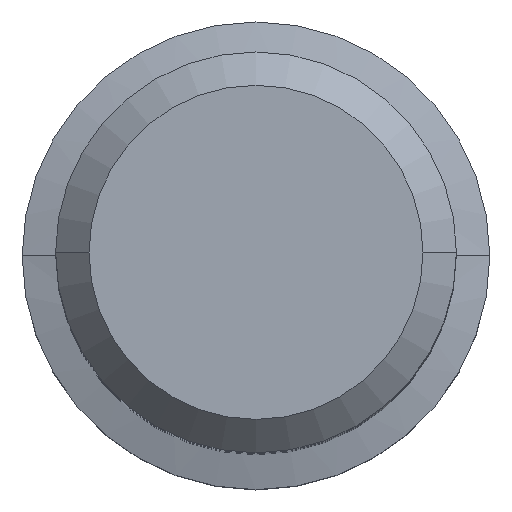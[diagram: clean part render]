
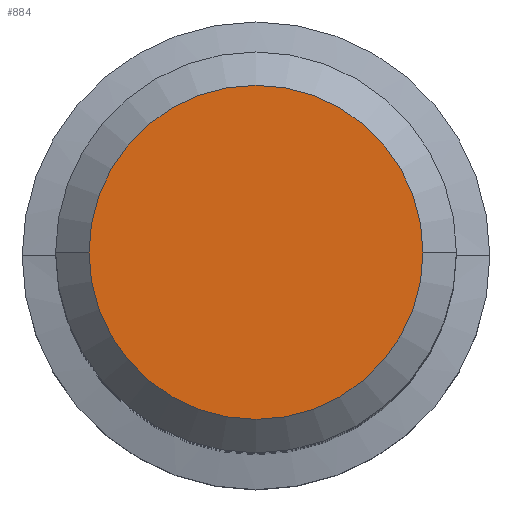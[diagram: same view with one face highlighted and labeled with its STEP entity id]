
A CAD part, top view. The second image highlights one B-rep face of the part: STEP entity #884.
In plain terms, the highlighted planar face has unit normal (0, 0, 1).
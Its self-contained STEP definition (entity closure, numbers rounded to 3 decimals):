
#11 = PLANE ( 'NONE',  #283 ) ;
#62 = ORIENTED_EDGE ( 'NONE', *, *, #176, .T. ) ;
#140 = DIRECTION ( 'NONE',  ( 0., 0., 1. ) ) ;
#148 = CARTESIAN_POINT ( 'NONE',  ( 0., 0., 0. ) ) ;
#176 = EDGE_CURVE ( 'NONE', #285, #311, #358, .T. ) ;
#200 = AXIS2_PLACEMENT_3D ( 'NONE', #388, #300, #379 ) ;
#283 = AXIS2_PLACEMENT_3D ( 'NONE', #545, #797, #684 ) ;
#285 = VERTEX_POINT ( 'NONE', #803 ) ;
#300 = DIRECTION ( 'NONE',  ( 0., 0., 1. ) ) ;
#311 = VERTEX_POINT ( 'NONE', #755 ) ;
#358 = CIRCLE ( 'NONE', #200, 2.5 ) ;
#379 = DIRECTION ( 'NONE',  ( 1., 0., 0. ) ) ;
#388 = CARTESIAN_POINT ( 'NONE',  ( 0., 0., 0. ) ) ;
#419 = EDGE_LOOP ( 'NONE', ( #897, #62 ) ) ;
#426 = AXIS2_PLACEMENT_3D ( 'NONE', #148, #140, #889 ) ;
#483 = EDGE_CURVE ( 'NONE', #311, #285, #740, .T. ) ;
#545 = CARTESIAN_POINT ( 'NONE',  ( 0., 0., 0. ) ) ;
#565 = FACE_OUTER_BOUND ( 'NONE', #419, .T. ) ;
#684 = DIRECTION ( 'NONE',  ( 1., 0., 0. ) ) ;
#740 = CIRCLE ( 'NONE', #426, 2.5 ) ;
#755 = CARTESIAN_POINT ( 'NONE',  ( -2.5, 0., 0. ) ) ;
#797 = DIRECTION ( 'NONE',  ( 0., 0., 1. ) ) ;
#803 = CARTESIAN_POINT ( 'NONE',  ( 2.5, 0., 0. ) ) ;
#884 = ADVANCED_FACE ( 'NONE', ( #565 ), #11, .T. ) ;
#889 = DIRECTION ( 'NONE',  ( 1., 0., 0. ) ) ;
#897 = ORIENTED_EDGE ( 'NONE', *, *, #483, .T. ) ;
